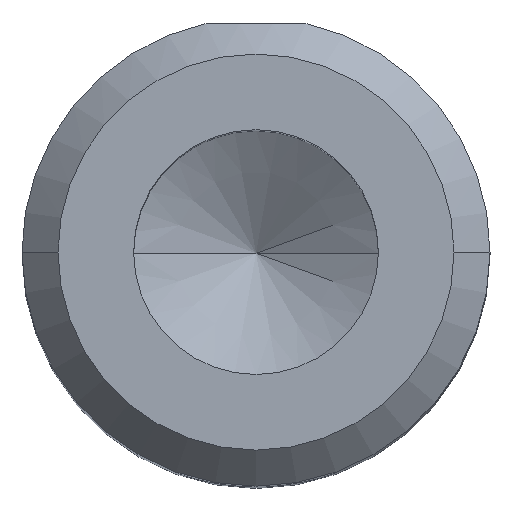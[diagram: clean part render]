
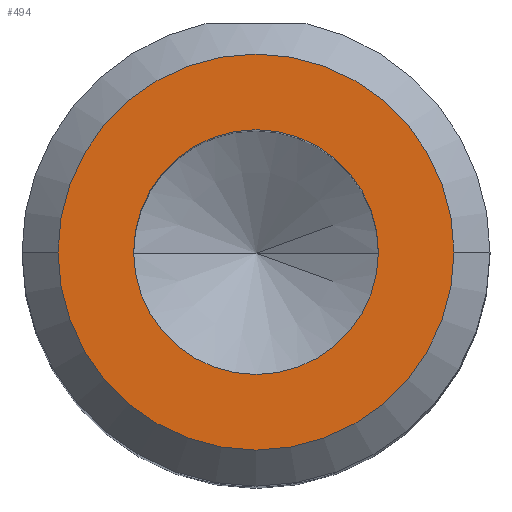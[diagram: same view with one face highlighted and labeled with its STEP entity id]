
A CAD part, top view. The second image highlights one B-rep face of the part: STEP entity #494.
In plain terms, the highlighted planar face has unit normal (0, 0, 1).
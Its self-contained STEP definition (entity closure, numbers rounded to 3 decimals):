
#80 = AXIS2_PLACEMENT_3D ( 'NONE', #884, #295, #980 ) ;
#92 = DIRECTION ( 'NONE',  ( 1., 0., 0. ) ) ;
#183 = FACE_BOUND ( 'NONE', #901, .T. ) ;
#184 = DIRECTION ( 'NONE',  ( 0., 0., 1. ) ) ;
#213 = DIRECTION ( 'NONE',  ( 0., 0., 1. ) ) ;
#238 = CARTESIAN_POINT ( 'NONE',  ( -5.5, 0., 20. ) ) ;
#267 = ORIENTED_EDGE ( 'NONE', *, *, #805, .T. ) ;
#295 = DIRECTION ( 'NONE',  ( 0., 0., 1. ) ) ;
#298 = ORIENTED_EDGE ( 'NONE', *, *, #1139, .F. ) ;
#304 = CIRCLE ( 'NONE', #1191, 3.4 ) ;
#331 = AXIS2_PLACEMENT_3D ( 'NONE', #601, #385, #92 ) ;
#369 = CARTESIAN_POINT ( 'NONE',  ( 0., 0., 20. ) ) ;
#385 = DIRECTION ( 'NONE',  ( 0., 0., 1. ) ) ;
#422 = EDGE_LOOP ( 'NONE', ( #470, #267 ) ) ;
#449 = CARTESIAN_POINT ( 'NONE',  ( -3.4, 0., 20. ) ) ;
#470 = ORIENTED_EDGE ( 'NONE', *, *, #1125, .T. ) ;
#477 = DIRECTION ( 'NONE',  ( 1., 0., 0. ) ) ;
#491 = PLANE ( 'NONE',  #331 ) ;
#494 = ADVANCED_FACE ( 'NONE', ( #1194, #183 ), #491, .T. ) ;
#584 = VERTEX_POINT ( 'NONE', #1092 ) ;
#596 = AXIS2_PLACEMENT_3D ( 'NONE', #369, #1065, #477 ) ;
#601 = CARTESIAN_POINT ( 'NONE',  ( 0., 0., 20. ) ) ;
#626 = CIRCLE ( 'NONE', #779, 3.4 ) ;
#712 = VERTEX_POINT ( 'NONE', #449 ) ;
#768 = CARTESIAN_POINT ( 'NONE',  ( 0., 0., 20. ) ) ;
#779 = AXIS2_PLACEMENT_3D ( 'NONE', #768, #184, #868 ) ;
#793 = CARTESIAN_POINT ( 'NONE',  ( 0., 0., 20. ) ) ;
#805 = EDGE_CURVE ( 'NONE', #584, #1279, #978, .T. ) ;
#868 = DIRECTION ( 'NONE',  ( 1., 0., 0. ) ) ;
#882 = EDGE_CURVE ( 'NONE', #712, #1209, #304, .T. ) ;
#884 = CARTESIAN_POINT ( 'NONE',  ( 0., 0., 20. ) ) ;
#896 = DIRECTION ( 'NONE',  ( 1., 0., 0. ) ) ;
#901 = EDGE_LOOP ( 'NONE', ( #298, #1058 ) ) ;
#978 = CIRCLE ( 'NONE', #80, 5.5 ) ;
#980 = DIRECTION ( 'NONE',  ( 1., 0., 0. ) ) ;
#1058 = ORIENTED_EDGE ( 'NONE', *, *, #882, .F. ) ;
#1065 = DIRECTION ( 'NONE',  ( 0., 0., 1. ) ) ;
#1086 = CARTESIAN_POINT ( 'NONE',  ( 3.4, 0., 20. ) ) ;
#1092 = CARTESIAN_POINT ( 'NONE',  ( 5.5, 0., 20. ) ) ;
#1125 = EDGE_CURVE ( 'NONE', #1279, #584, #1148, .T. ) ;
#1139 = EDGE_CURVE ( 'NONE', #1209, #712, #626, .T. ) ;
#1148 = CIRCLE ( 'NONE', #596, 5.5 ) ;
#1191 = AXIS2_PLACEMENT_3D ( 'NONE', #793, #213, #896 ) ;
#1194 = FACE_OUTER_BOUND ( 'NONE', #422, .T. ) ;
#1209 = VERTEX_POINT ( 'NONE', #1086 ) ;
#1279 = VERTEX_POINT ( 'NONE', #238 ) ;
